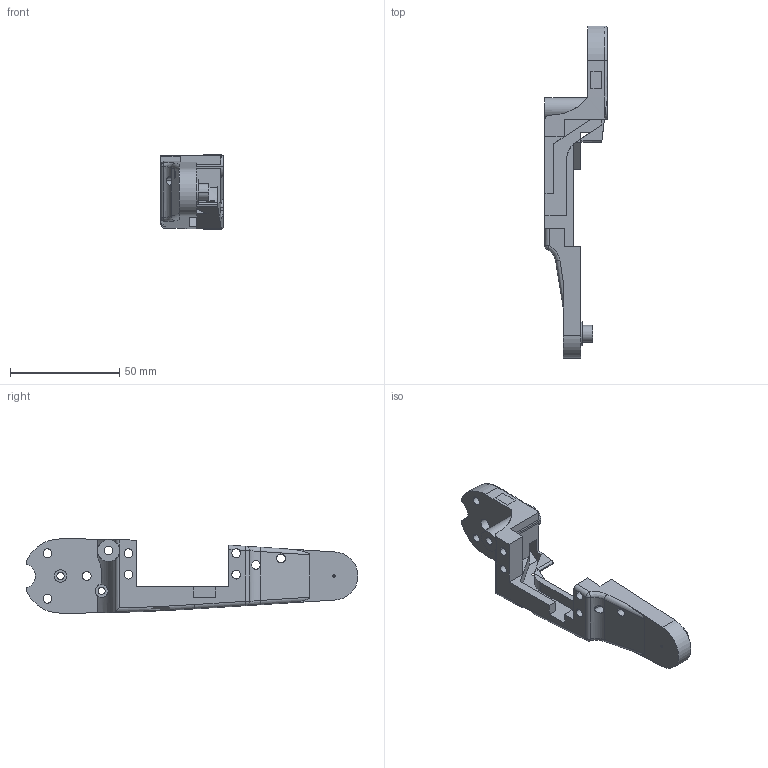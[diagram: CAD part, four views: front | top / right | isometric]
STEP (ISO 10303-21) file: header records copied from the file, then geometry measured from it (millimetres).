
FILE_DESCRIPTION (( 'STEP AP214' ), '1' );
FILE_NAME ('thigh_left_x2.STEP', '2021-05-02T05:01:10', ( '' ), ( '' ), 'SwSTEP 2.0', 'SolidWorks 2019', '' );
FILE_SCHEMA (( 'AUTOMOTIVE_DESIGN' ));
Length unit declared in the file: millimetre
Products named in the file (1): thigh_left_x2
Bounding box: 28.52 x 151.93 x 34 mm (x, y, z)
Volume: 32222 mm3; surface area: 15589.5 mm2
Topology: 1 solids, 1 shells, 143 faces, 391 edges, 250 vertices
Faces by surface type: cylinder 76, plane 52, torus 7, bspline 4, sphere 4
Entity records: 5014 total; most frequent: CARTESIAN_POINT 1278, DIRECTION 784, ORIENTED_EDGE 780, EDGE_CURVE 390, AXIS2_PLACEMENT_3D 296, VERTEX_POINT 250, LINE 192, VECTOR 192
